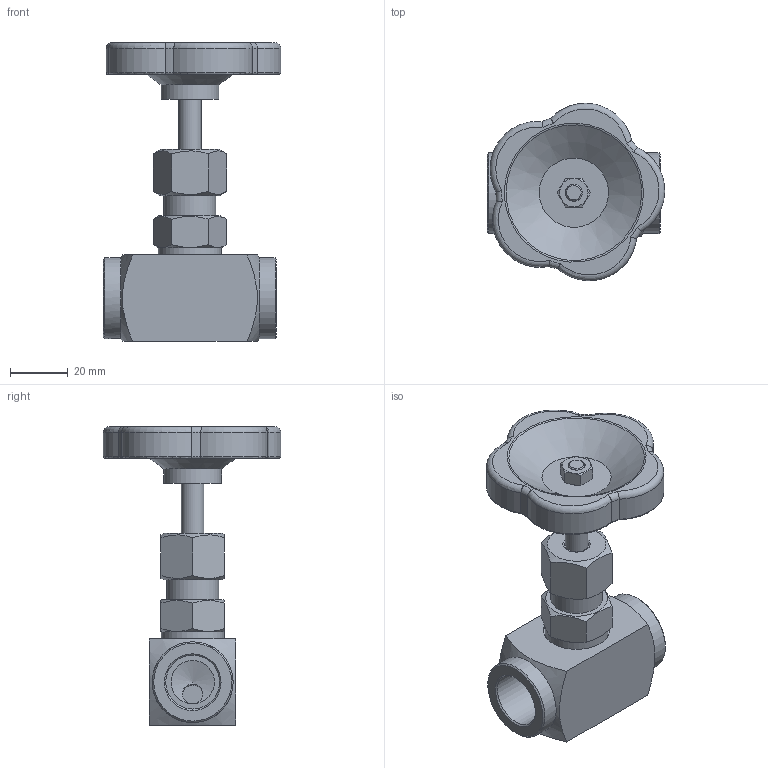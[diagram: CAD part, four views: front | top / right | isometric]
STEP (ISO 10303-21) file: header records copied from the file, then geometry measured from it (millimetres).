
FILE_DESCRIPTION( ( 'Unknown' ), '1' );
FILE_NAME( '1011004X.stp', 'Unknown', ( 'Peter Nanko' ), ( 'Armaturen Arndt' ), 'PSStep 14.0', 'Solid Edge ST4', ' ' );
FILE_SCHEMA( ( 'AUTOMOTIVE_DESIGN { 1 0 10303 214 1 1 1 1 }' ) );
Length unit declared in the file: millimetre
Products named in the file (1): 1
Bounding box: 61.47 x 61.47 x 103.55 mm (x, y, z)
Volume: 79720.9 mm3; surface area: 22385.3 mm2
Topology: 1 solids, 2 shells, 104 faces, 232 edges, 147 vertices
Faces by surface type: plane 41, cylinder 23, torus 21, cone 19
Full cylindrical faces by diameter (mm): 7 x1, 7.8 x1, 10 x1, 18 x1, 18.3 x1, 18.631 x2, 20 x1, 21.8 x1, 23 x1, 28 x2, 44 x1
Entity records: 4084 total; most frequent: CARTESIAN_POINT 1219, DIRECTION 412, ORIENTED_EDGE 364, AXIS2_PLACEMENT_3D 190, EDGE_CURVE 182, EDGE_LOOP 154, VERTEX_POINT 131, FACE_OUTER_BOUND 118
